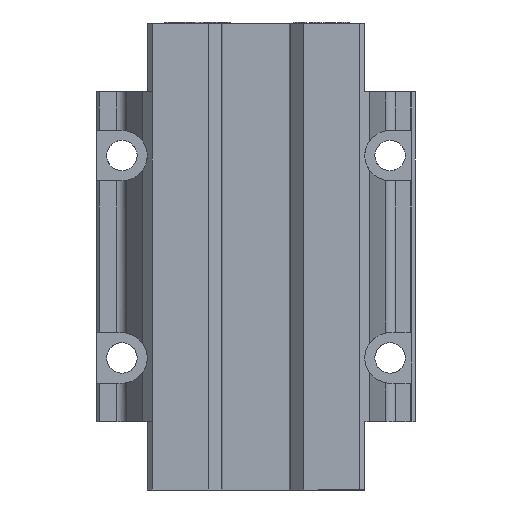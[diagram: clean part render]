
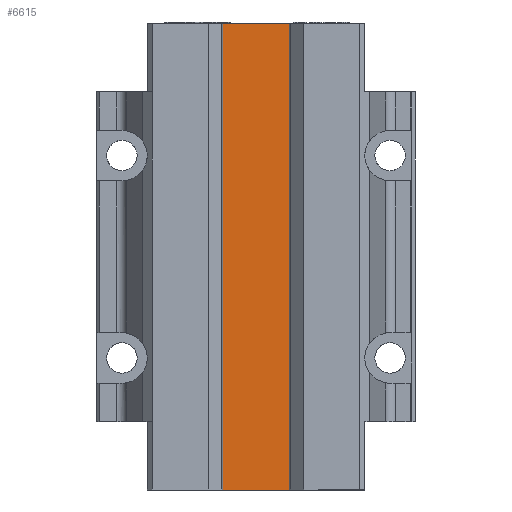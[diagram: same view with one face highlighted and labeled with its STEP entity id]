
A CAD part, front view. The second image highlights one B-rep face of the part: STEP entity #6615.
In plain terms, the highlighted planar face has unit normal (0, -1, 0).
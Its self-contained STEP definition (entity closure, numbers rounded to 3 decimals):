
#5288 = VERTEX_POINT ( 'NONE', #10473 ) ;
#6511 = VERTEX_POINT ( 'NONE', #12651 ) ;
#6513 = EDGE_CURVE ( 'NONE', #6514, #6511, #12650, .T. ) ;
#6514 = VERTEX_POINT ( 'NONE', #12646 ) ;
#6578 = VERTEX_POINT ( 'NONE', #12679 ) ;
#6580 = EDGE_CURVE ( 'NONE', #6511, #6578, #12678, .T. ) ;
#6603 = ORIENTED_EDGE ( 'NONE', *, *, #6614, .T. ) ;
#6604 = ORIENTED_EDGE ( 'NONE', *, *, #6513, .T. ) ;
#6605 = ORIENTED_EDGE ( 'NONE', *, *, #6580, .T. ) ;
#6614 = EDGE_CURVE ( 'NONE', #5288, #6514, #12668, .T. ) ;
#6615 = ADVANCED_FACE ( 'NONE', ( #12664 ), #12724, .T. ) ;
#6616 = EDGE_LOOP ( 'NONE', ( #6617, #6603, #6604, #6605 ) ) ;
#6617 = ORIENTED_EDGE ( 'NONE', *, *, #6627, .T. ) ;
#6627 = EDGE_CURVE ( 'NONE', #6578, #5288, #12719, .T. ) ;
#10473 = CARTESIAN_POINT ( 'NONE',  ( 7.231, 0., -46.1 ) ) ;
#12646 = CARTESIAN_POINT ( 'NONE',  ( 7.231, 0., 46.1 ) ) ;
#12647 = DIRECTION ( 'NONE',  ( -1., 0., 0. ) ) ;
#12648 = VECTOR ( 'NONE', #12647, 1000. ) ;
#12649 = CARTESIAN_POINT ( 'NONE',  ( -7.231, 0., 46.1 ) ) ;
#12650 = LINE ( 'NONE', #12649, #12648 ) ;
#12651 = CARTESIAN_POINT ( 'NONE',  ( -7.231, 0., 46.1 ) ) ;
#12664 = FACE_OUTER_BOUND ( 'NONE', #6616, .T. ) ;
#12665 = DIRECTION ( 'NONE',  ( 0., 0., 1. ) ) ;
#12666 = VECTOR ( 'NONE', #12665, 1000. ) ;
#12667 = CARTESIAN_POINT ( 'NONE',  ( 7.231, 0., -32.6 ) ) ;
#12668 = LINE ( 'NONE', #12667, #12666 ) ;
#12675 = DIRECTION ( 'NONE',  ( 0., 0., -1. ) ) ;
#12676 = VECTOR ( 'NONE', #12675, 1000. ) ;
#12677 = CARTESIAN_POINT ( 'NONE',  ( -7.231, 0., -32.6 ) ) ;
#12678 = LINE ( 'NONE', #12677, #12676 ) ;
#12679 = CARTESIAN_POINT ( 'NONE',  ( -7.231, 0., -46.1 ) ) ;
#12716 = DIRECTION ( 'NONE',  ( 1., 0., 0. ) ) ;
#12717 = VECTOR ( 'NONE', #12716, 1000. ) ;
#12718 = CARTESIAN_POINT ( 'NONE',  ( -7.231, 0., -46.1 ) ) ;
#12719 = LINE ( 'NONE', #12718, #12717 ) ;
#12720 = DIRECTION ( 'NONE',  ( 0., 0., -1. ) ) ;
#12721 = DIRECTION ( 'NONE',  ( 0., -1., 0. ) ) ;
#12722 = CARTESIAN_POINT ( 'NONE',  ( -7.231, 0., -32.6 ) ) ;
#12723 = AXIS2_PLACEMENT_3D ( 'NONE', #12722, #12721, #12720 ) ;
#12724 = PLANE ( 'NONE',  #12723 ) ;
